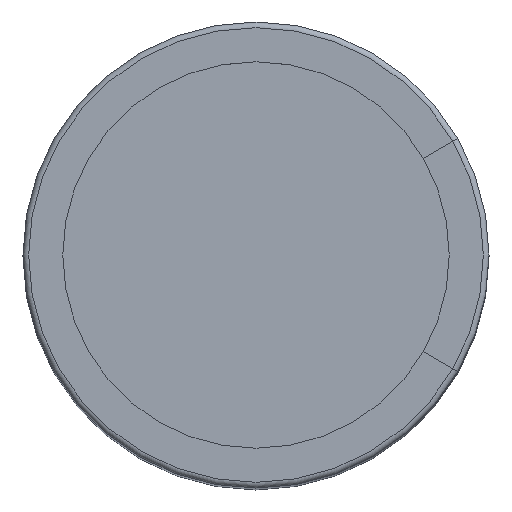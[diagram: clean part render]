
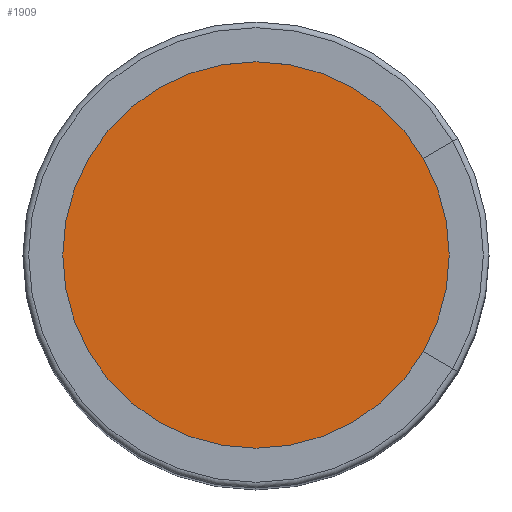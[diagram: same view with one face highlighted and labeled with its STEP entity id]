
A CAD part, top view. The second image highlights one B-rep face of the part: STEP entity #1909.
In plain terms, the highlighted planar face has unit normal (0, 0, 1).
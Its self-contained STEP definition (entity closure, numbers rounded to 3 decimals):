
#1718 = TOROIDAL_SURFACE('',#1719,3.9,0.1);
#1719 = AXIS2_PLACEMENT_3D('',#1720,#1721,#1722);
#1720 = CARTESIAN_POINT('',(0.,0.,20.3));
#1721 = DIRECTION('',(0.,0.,-1.));
#1722 = DIRECTION('',(1.,0.,0.));
#1787 = VERTEX_POINT('',#1788);
#1788 = CARTESIAN_POINT('',(3.9,0.,20.4));
#1856 = EDGE_CURVE('',#1787,#1787,#1857,.T.);
#1857 = SURFACE_CURVE('',#1858,(#1863,#1892),.PCURVE_S1.);
#1858 = CIRCLE('',#1859,3.9);
#1859 = AXIS2_PLACEMENT_3D('',#1860,#1861,#1862);
#1860 = CARTESIAN_POINT('',(0.,0.,20.4));
#1861 = DIRECTION('',(0.,0.,-1.));
#1862 = DIRECTION('',(-1.,0.,0.));
#1863 = PCURVE('',#1718,#1864);
#1864 = DEFINITIONAL_REPRESENTATION('',(#1865),#1891);
#1865 = B_SPLINE_CURVE_WITH_KNOTS('',3,(#1866,#1867,#1868,#1869,#1870,
    #1871,#1872,#1873,#1874,#1875,#1876,#1877,#1878,#1879,#1880,#1881,
    #1882,#1883,#1884,#1885,#1886,#1887,#1888,#1889,#1890),
  .UNSPECIFIED.,.F.,.F.,(4,1,1,1,1,1,1,1,1,1,1,1,1,1,1,1,1,1,1,1,1,1,4),
  (3.142,3.427,3.713,3.998,
    4.284,4.57,4.855,5.141,
    5.426,5.712,5.998,6.283,
    6.569,6.854,7.14,7.426,
    7.711,7.997,8.282,8.568,
    8.854,9.139,9.425),.UNSPECIFIED.);
#1866 = CARTESIAN_POINT('',(0.,4.712));
#1867 = CARTESIAN_POINT('',(0.095,4.712));
#1868 = CARTESIAN_POINT('',(0.286,4.712));
#1869 = CARTESIAN_POINT('',(0.571,4.712));
#1870 = CARTESIAN_POINT('',(0.857,4.712));
#1871 = CARTESIAN_POINT('',(1.142,4.712));
#1872 = CARTESIAN_POINT('',(1.428,4.712));
#1873 = CARTESIAN_POINT('',(1.714,4.712));
#1874 = CARTESIAN_POINT('',(1.999,4.712));
#1875 = CARTESIAN_POINT('',(2.285,4.712));
#1876 = CARTESIAN_POINT('',(2.57,4.712));
#1877 = CARTESIAN_POINT('',(2.856,4.712));
#1878 = CARTESIAN_POINT('',(3.142,4.712));
#1879 = CARTESIAN_POINT('',(3.427,4.712));
#1880 = CARTESIAN_POINT('',(3.713,4.712));
#1881 = CARTESIAN_POINT('',(3.998,4.712));
#1882 = CARTESIAN_POINT('',(4.284,4.712));
#1883 = CARTESIAN_POINT('',(4.57,4.712));
#1884 = CARTESIAN_POINT('',(4.855,4.712));
#1885 = CARTESIAN_POINT('',(5.141,4.712));
#1886 = CARTESIAN_POINT('',(5.426,4.712));
#1887 = CARTESIAN_POINT('',(5.712,4.712));
#1888 = CARTESIAN_POINT('',(5.998,4.712));
#1889 = CARTESIAN_POINT('',(6.188,4.712));
#1890 = CARTESIAN_POINT('',(6.283,4.712));
#1891 = ( GEOMETRIC_REPRESENTATION_CONTEXT(2) 
PARAMETRIC_REPRESENTATION_CONTEXT() REPRESENTATION_CONTEXT('2D SPACE',''
  ) );
#1892 = PCURVE('',#1893,#1898);
#1893 = PLANE('',#1894);
#1894 = AXIS2_PLACEMENT_3D('',#1895,#1896,#1897);
#1895 = CARTESIAN_POINT('',(4.29,4.29,20.4));
#1896 = DIRECTION('',(0.,0.,1.));
#1897 = DIRECTION('',(-1.,0.,0.));
#1898 = DEFINITIONAL_REPRESENTATION('',(#1899),#1907);
#1899 = ( BOUNDED_CURVE() B_SPLINE_CURVE(2,(#1900,#1901,#1902,#1903,
#1904,#1905,#1906),.UNSPECIFIED.,.T.,.F.) B_SPLINE_CURVE_WITH_KNOTS((1,2
    ,2,2,2,1),(-2.094,0.,2.094,4.189,
6.283,8.378),.UNSPECIFIED.) CURVE() 
GEOMETRIC_REPRESENTATION_ITEM() RATIONAL_B_SPLINE_CURVE((1.,0.5,1.,0.5,
1.,0.5,1.)) REPRESENTATION_ITEM('') );
#1900 = CARTESIAN_POINT('',(8.19,4.29));
#1901 = CARTESIAN_POINT('',(8.19,-2.465));
#1902 = CARTESIAN_POINT('',(2.34,0.913));
#1903 = CARTESIAN_POINT('',(-3.51,4.29));
#1904 = CARTESIAN_POINT('',(2.34,7.667));
#1905 = CARTESIAN_POINT('',(8.19,11.045));
#1906 = CARTESIAN_POINT('',(8.19,4.29));
#1907 = ( GEOMETRIC_REPRESENTATION_CONTEXT(2) 
PARAMETRIC_REPRESENTATION_CONTEXT() REPRESENTATION_CONTEXT('2D SPACE',''
  ) );
#1909 = ADVANCED_FACE('',(#1910),#1893,.T.);
#1910 = FACE_BOUND('',#1911,.T.);
#1911 = EDGE_LOOP('',(#1912));
#1912 = ORIENTED_EDGE('',*,*,#1856,.F.);
